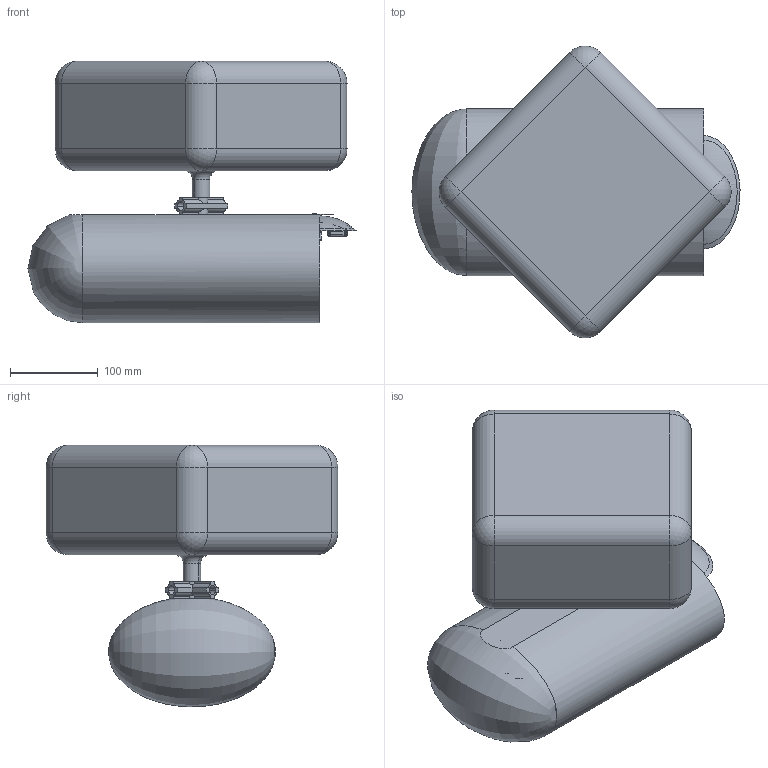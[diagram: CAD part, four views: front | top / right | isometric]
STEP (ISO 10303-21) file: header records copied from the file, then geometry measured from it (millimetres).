
FILE_DESCRIPTION((''),'2;1');
FILE_NAME('UAV_ASM','2022-11-10T19:52:15',('umesh'),(''),'CREO PARAMETRIC BY PTC INC, 2019352','CREO PARAMETRIC BY PTC INC, 2019352','');
FILE_SCHEMA(('CONFIG_CONTROL_DESIGN'));
Length unit declared in the file: millimetre
Products named in the file (14): ORIENT; MAIN_HUB; CARGO_CASE; CARGO; FUSELAGE; CURRENT; RPMTEMP; BATTERY_1; VOLTAGE; BATTERY_2; GPS; AUTOPILOT; VARIOMETER; UAV_ASM
Assembly tree (13 placements, depth 2):
  UAV_ASM
    ORIENT
    MAIN_HUB
    CARGO_CASE
    CARGO
    FUSELAGE
    CURRENT
    RPMTEMP
    BATTERY_1
    VOLTAGE
    BATTERY_2
    GPS
    AUTOPILOT
    VARIOMETER
Bounding box: 374.08 x 332.65 x 298.26 mm (x, y, z)
Volume: 16191612.4 mm3; surface area: 1224662.8 mm2
Topology: 13 solids, 15 shells, 343 faces, 705 edges, 398 vertices
Faces by surface type: cylinder 154, plane 106, sphere 72, revolution 6, extrusion 3, torus 2
Entity records: 9803 total; most frequent: CARTESIAN_POINT 2191, DIRECTION 1699, ORIENTED_EDGE 1404, EDGE_CURVE 702, AXIS2_PLACEMENT_3D 660, VERTEX_POINT 398, VECTOR 373, LINE 370
